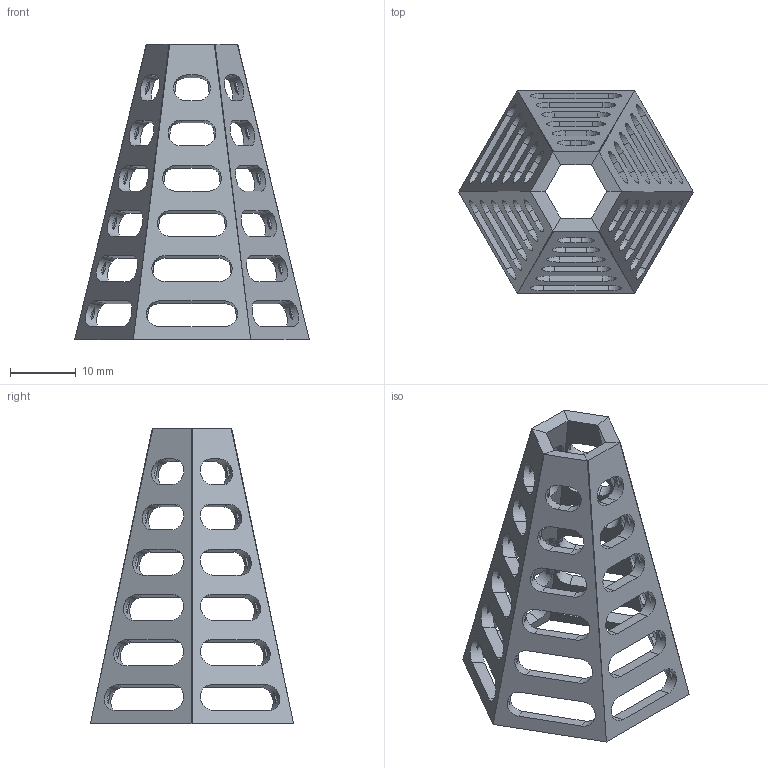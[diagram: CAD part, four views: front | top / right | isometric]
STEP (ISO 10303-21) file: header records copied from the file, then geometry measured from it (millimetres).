
FILE_DESCRIPTION(('FreeCAD Model'),'2;1');
FILE_NAME('Open CASCADE Shape Model','2024-12-02T21:11:29',('Author'),( ''),'Open CASCADE STEP processor 7.8','FreeCAD','Unknown');
FILE_SCHEMA(('AUTOMOTIVE_DESIGN { 1 0 10303 214 1 1 1 1 }'));
Length unit declared in the file: millimetre
Products named in the file (1): Body
Bounding box: 35.56 x 30.8 x 44.76 mm (x, y, z)
Volume: 3574.5 mm3; surface area: 5597.7 mm2
Topology: 1 solids, 1 shells, 343 faces, 750 edges, 480 vertices
Faces by surface type: plane 271, cylinder 72
Entity records: 9562 total; most frequent: DIRECTION 1726, CARTESIAN_POINT 1574, ORIENTED_EDGE 1500, EDGE_CURVE 750, AXIS2_PLACEMENT_3D 632, FACE_BOUND 488, EDGE_LOOP 488, VERTEX_POINT 480
